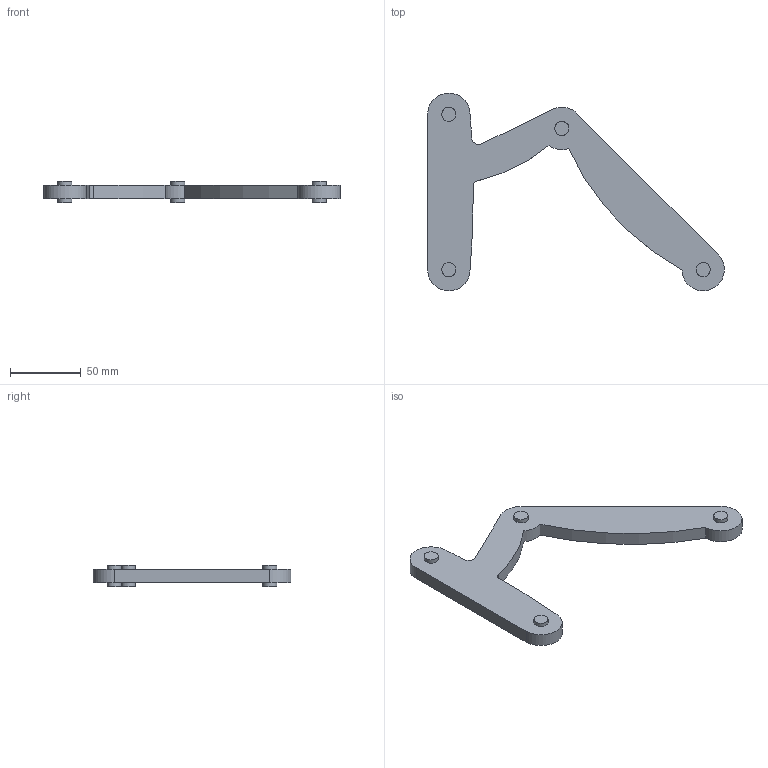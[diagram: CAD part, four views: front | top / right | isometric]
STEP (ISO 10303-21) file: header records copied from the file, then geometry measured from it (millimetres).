
FILE_DESCRIPTION(/* description */ (''),/* implementation_level */ '2;1');
FILE_NAME(/* name */ 'Bracket Assembly MK5.stp',/* time_stamp */ '2021-05-12T22:34:11+12:00',/* author */ ('Jawal'),/* organization */ (''),/* preprocessor_version */ 'ST-DEVELOPER v18.1',/* originating_system */ 'Autodesk Inventor 2021',/* authorisation */ '');
FILE_SCHEMA (('AUTOMOTIVE_DESIGN { 1 0 10303 214 3 1 1 }'));
Products named in the file (3): Bracket Assembly MK5; Pin; Bracket Concept MK5
Assembly tree (5 placements, depth 2):
  Bracket Assembly MK5
    Pin  x4
    Bracket Concept MK5
Bounding box: 209.97 x 140 x 15 mm (x, y, z)
Volume: 99974.5 mm3; surface area: 31117.5 mm2
Topology: 5 solids, 5 shells, 32 faces, 74 edges, 52 vertices
Faces by surface type: cylinder 19, plane 13
Full cylindrical faces by diameter (mm): 10 x8
Entity records: 870 total; most frequent: DIRECTION 155, CARTESIAN_POINT 130, ORIENTED_EDGE 118, AXIS2_PLACEMENT_3D 65, EDGE_CURVE 59, VERTEX_POINT 40, CIRCLE 34, EDGE_LOOP 31
